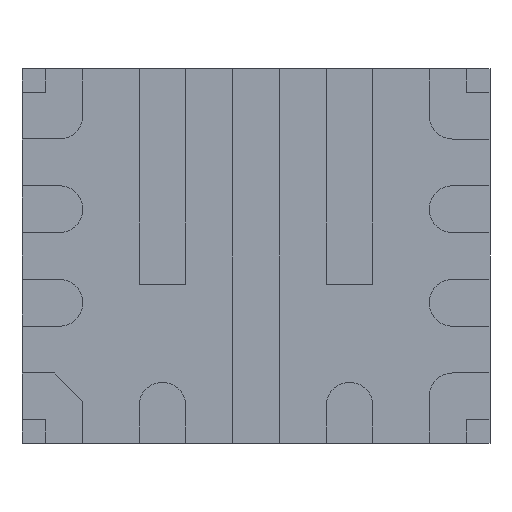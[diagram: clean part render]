
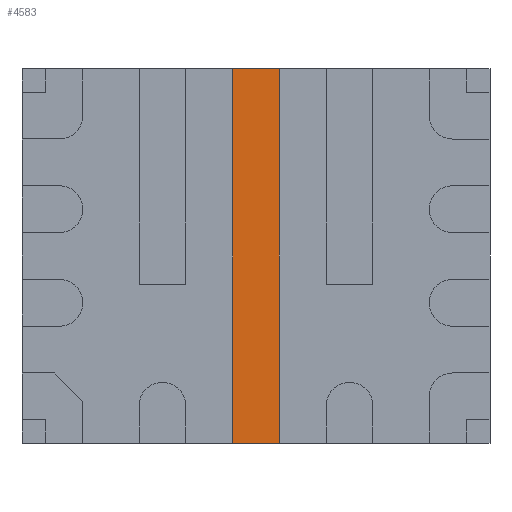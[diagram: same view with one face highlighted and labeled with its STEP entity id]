
A CAD part, front view. The second image highlights one B-rep face of the part: STEP entity #4583.
In plain terms, the highlighted planar face has unit normal (0, -1, 0).
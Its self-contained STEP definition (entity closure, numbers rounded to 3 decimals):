
#57 = CARTESIAN_POINT ( 'NONE',  ( 0.125, 0., 1. ) ) ;
#184 = EDGE_CURVE ( 'NONE', #2830, #4144, #1253, .T. ) ;
#284 = AXIS2_PLACEMENT_3D ( 'NONE', #925, #1576, #4467 ) ;
#421 = DIRECTION ( 'NONE',  ( 1., 0., 0. ) ) ;
#806 = PLANE ( 'NONE',  #284 ) ;
#811 = LINE ( 'NONE', #5024, #1270 ) ;
#890 = ORIENTED_EDGE ( 'NONE', *, *, #1922, .F. ) ;
#904 = ORIENTED_EDGE ( 'NONE', *, *, #5065, .F. ) ;
#925 = CARTESIAN_POINT ( 'NONE',  ( 0., 0., 0. ) ) ;
#1118 = DIRECTION ( 'NONE',  ( 0., 0., -1. ) ) ;
#1253 = LINE ( 'NONE', #57, #2282 ) ;
#1270 = VECTOR ( 'NONE', #5071, 1000. ) ;
#1387 = ORIENTED_EDGE ( 'NONE', *, *, #3236, .F. ) ;
#1472 = CARTESIAN_POINT ( 'NONE',  ( -0.125, 0., 1. ) ) ;
#1556 = ORIENTED_EDGE ( 'NONE', *, *, #184, .F. ) ;
#1576 = DIRECTION ( 'NONE',  ( 0., -1., 0. ) ) ;
#1685 = EDGE_LOOP ( 'NONE', ( #1387, #904, #890, #1556 ) ) ;
#1922 = EDGE_CURVE ( 'NONE', #4144, #4949, #2290, .T. ) ;
#2282 = VECTOR ( 'NONE', #421, 1000. ) ;
#2290 = LINE ( 'NONE', #3060, #3253 ) ;
#2338 = CARTESIAN_POINT ( 'NONE',  ( -0.125, 0., -1. ) ) ;
#2711 = VECTOR ( 'NONE', #2737, 1000. ) ;
#2737 = DIRECTION ( 'NONE',  ( 0., 0., 1. ) ) ;
#2775 = CARTESIAN_POINT ( 'NONE',  ( 0.125, 0., 1. ) ) ;
#2830 = VERTEX_POINT ( 'NONE', #1472 ) ;
#2868 = FACE_OUTER_BOUND ( 'NONE', #1685, .T. ) ;
#3060 = CARTESIAN_POINT ( 'NONE',  ( 0.125, 0., -1. ) ) ;
#3236 = EDGE_CURVE ( 'NONE', #4402, #2830, #4334, .T. ) ;
#3253 = VECTOR ( 'NONE', #1118, 1000. ) ;
#3527 = CARTESIAN_POINT ( 'NONE',  ( -0.125, 0., -1. ) ) ;
#3729 = CARTESIAN_POINT ( 'NONE',  ( 0.125, 0., -1. ) ) ;
#4144 = VERTEX_POINT ( 'NONE', #2775 ) ;
#4334 = LINE ( 'NONE', #3527, #2711 ) ;
#4402 = VERTEX_POINT ( 'NONE', #2338 ) ;
#4467 = DIRECTION ( 'NONE',  ( 0., 0., -1. ) ) ;
#4583 = ADVANCED_FACE ( 'NONE', ( #2868 ), #806, .T. ) ;
#4949 = VERTEX_POINT ( 'NONE', #3729 ) ;
#5024 = CARTESIAN_POINT ( 'NONE',  ( 0.125, 0., -1. ) ) ;
#5065 = EDGE_CURVE ( 'NONE', #4949, #4402, #811, .T. ) ;
#5071 = DIRECTION ( 'NONE',  ( -1., 0., 0. ) ) ;
